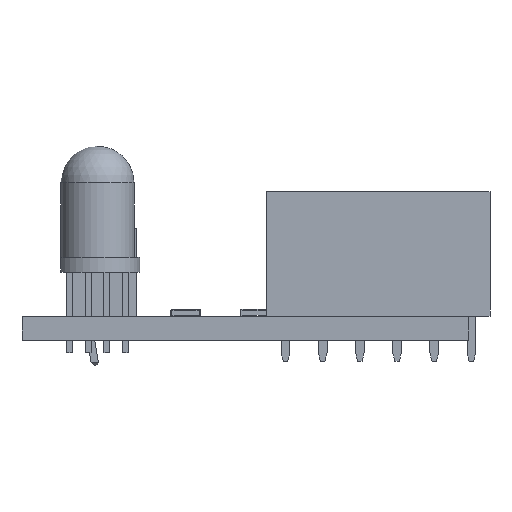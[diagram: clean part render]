
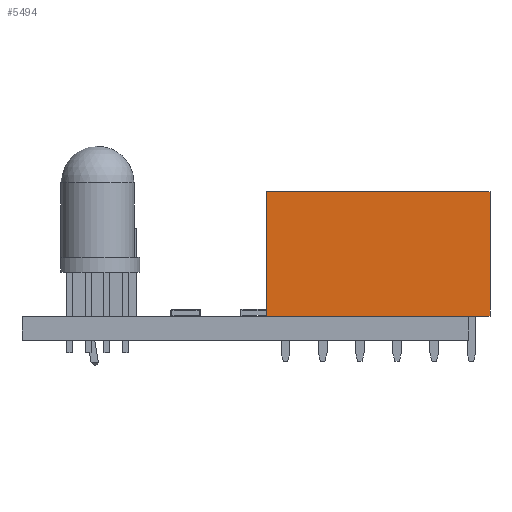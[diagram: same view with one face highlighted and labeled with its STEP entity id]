
A CAD part, left-side view. The second image highlights one B-rep face of the part: STEP entity #5494.
In plain terms, the highlighted planar face has unit normal (-1, 0, 0).
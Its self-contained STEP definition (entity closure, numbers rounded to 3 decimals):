
#4671 = VERTEX_POINT('',#4672);
#4672 = CARTESIAN_POINT('',(-1.27,-13.97,0.));
#4680 = EDGE_CURVE('',#4671,#4681,#4683,.T.);
#4681 = VERTEX_POINT('',#4682);
#4682 = CARTESIAN_POINT('',(-1.27,-13.97,8.5));
#4683 = LINE('',#4684,#4685);
#4684 = CARTESIAN_POINT('',(-1.27,-13.97,0.));
#4685 = VECTOR('',#4686,1.);
#4686 = DIRECTION('',(0.,0.,1.));
#4743 = VERTEX_POINT('',#4744);
#4744 = CARTESIAN_POINT('',(-1.27,1.27,8.5));
#4750 = EDGE_CURVE('',#4751,#4743,#4753,.T.);
#4751 = VERTEX_POINT('',#4752);
#4752 = CARTESIAN_POINT('',(-1.27,1.27,0.));
#4753 = LINE('',#4754,#4755);
#4754 = CARTESIAN_POINT('',(-1.27,1.27,0.));
#4755 = VECTOR('',#4756,1.);
#4756 = DIRECTION('',(0.,0.,1.));
#4815 = EDGE_CURVE('',#4743,#4681,#4816,.T.);
#4816 = LINE('',#4817,#4818);
#4817 = CARTESIAN_POINT('',(-1.27,1.27,8.5));
#4818 = VECTOR('',#4819,1.);
#4819 = DIRECTION('',(0.,-1.,0.));
#5042 = EDGE_CURVE('',#4751,#4671,#5043,.T.);
#5043 = LINE('',#5044,#5045);
#5044 = CARTESIAN_POINT('',(-1.27,1.27,0.));
#5045 = VECTOR('',#5046,1.);
#5046 = DIRECTION('',(0.,-1.,0.));
#5494 = ADVANCED_FACE('',(#5495),#5501,.F.);
#5495 = FACE_BOUND('',#5496,.F.);
#5496 = EDGE_LOOP('',(#5497,#5498,#5499,#5500));
#5497 = ORIENTED_EDGE('',*,*,#4750,.T.);
#5498 = ORIENTED_EDGE('',*,*,#4815,.T.);
#5499 = ORIENTED_EDGE('',*,*,#4680,.F.);
#5500 = ORIENTED_EDGE('',*,*,#5042,.F.);
#5501 = PLANE('',#5502);
#5502 = AXIS2_PLACEMENT_3D('',#5503,#5504,#5505);
#5503 = CARTESIAN_POINT('',(-1.27,1.27,0.));
#5504 = DIRECTION('',(1.,0.,0.));
#5505 = DIRECTION('',(0.,-1.,0.));
